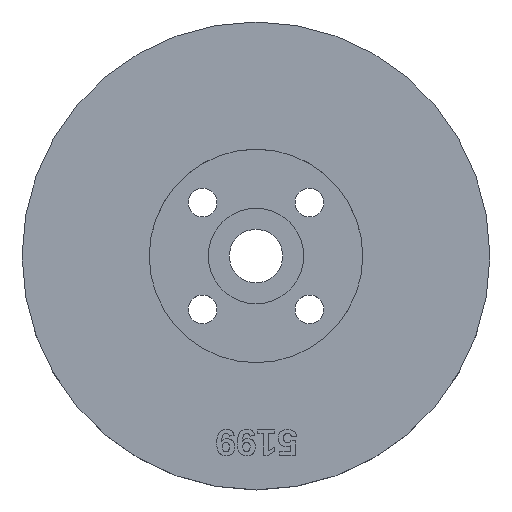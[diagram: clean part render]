
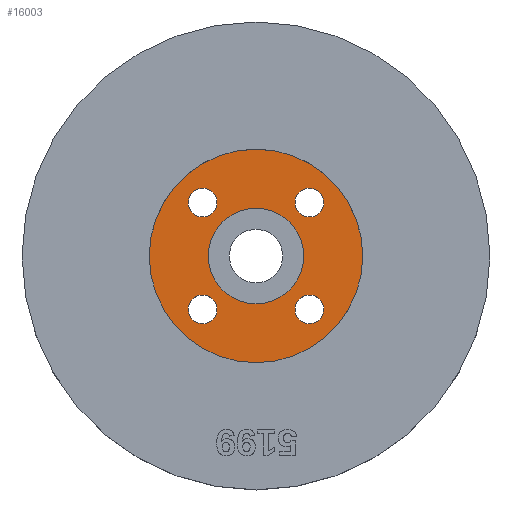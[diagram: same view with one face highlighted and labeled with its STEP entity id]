
A CAD part, top view. The second image highlights one B-rep face of the part: STEP entity #16003.
In plain terms, the highlighted planar face has unit normal (0, 0, 1).
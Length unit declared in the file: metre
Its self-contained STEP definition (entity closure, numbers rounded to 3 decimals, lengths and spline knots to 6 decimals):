
#120=PLANE('',#18078);
#266=FACE_BOUND('',#1730,.T.);
#267=FACE_BOUND('',#1731,.T.);
#268=FACE_BOUND('',#1732,.T.);
#269=FACE_BOUND('',#1733,.T.);
#270=FACE_BOUND('',#1734,.T.);
#863=FACE_OUTER_BOUND('',#1729,.T.);
#1729=EDGE_LOOP('',(#13147,#13148));
#1730=EDGE_LOOP('',(#13149,#13150));
#1731=EDGE_LOOP('',(#13151,#13152));
#1732=EDGE_LOOP('',(#13153,#13154));
#1733=EDGE_LOOP('',(#13155,#13156));
#1734=EDGE_LOOP('',(#13157,#13158));
#4439=CIRCLE('',#16461,0.016);
#4440=CIRCLE('',#16462,0.016);
#5638=CIRCLE('',#18079,0.00215);
#5639=CIRCLE('',#18080,0.00215);
#5640=CIRCLE('',#18081,0.00215);
#5641=CIRCLE('',#18082,0.00215);
#5642=CIRCLE('',#18083,0.00215);
#5643=CIRCLE('',#18084,0.00215);
#5644=CIRCLE('',#18085,0.00215);
#5645=CIRCLE('',#18086,0.00215);
#5646=CIRCLE('',#18087,0.00715);
#5647=CIRCLE('',#18088,0.00715);
#5659=VERTEX_POINT('',#23654);
#5660=VERTEX_POINT('',#23655);
#7279=VERTEX_POINT('',#28339);
#7280=VERTEX_POINT('',#28340);
#7281=VERTEX_POINT('',#28343);
#7282=VERTEX_POINT('',#28344);
#7283=VERTEX_POINT('',#28347);
#7284=VERTEX_POINT('',#28348);
#7285=VERTEX_POINT('',#28351);
#7286=VERTEX_POINT('',#28352);
#7287=VERTEX_POINT('',#28355);
#7288=VERTEX_POINT('',#28356);
#7355=EDGE_CURVE('',#5659,#5660,#4439,.T.);
#7356=EDGE_CURVE('',#5660,#5659,#4440,.T.);
#9481=EDGE_CURVE('',#7279,#7280,#5638,.F.);
#9482=EDGE_CURVE('',#7280,#7279,#5639,.F.);
#9483=EDGE_CURVE('',#7281,#7282,#5640,.F.);
#9484=EDGE_CURVE('',#7282,#7281,#5641,.F.);
#9485=EDGE_CURVE('',#7283,#7284,#5642,.F.);
#9486=EDGE_CURVE('',#7284,#7283,#5643,.F.);
#9487=EDGE_CURVE('',#7285,#7286,#5644,.F.);
#9488=EDGE_CURVE('',#7286,#7285,#5645,.F.);
#9489=EDGE_CURVE('',#7287,#7288,#5646,.T.);
#9490=EDGE_CURVE('',#7288,#7287,#5647,.T.);
#13147=ORIENTED_EDGE('',*,*,#7355,.T.);
#13148=ORIENTED_EDGE('',*,*,#7356,.T.);
#13149=ORIENTED_EDGE('',*,*,#9481,.F.);
#13150=ORIENTED_EDGE('',*,*,#9482,.F.);
#13151=ORIENTED_EDGE('',*,*,#9483,.F.);
#13152=ORIENTED_EDGE('',*,*,#9484,.F.);
#13153=ORIENTED_EDGE('',*,*,#9485,.F.);
#13154=ORIENTED_EDGE('',*,*,#9486,.F.);
#13155=ORIENTED_EDGE('',*,*,#9487,.F.);
#13156=ORIENTED_EDGE('',*,*,#9488,.F.);
#13157=ORIENTED_EDGE('',*,*,#9489,.T.);
#13158=ORIENTED_EDGE('',*,*,#9490,.T.);
#16003=ADVANCED_FACE('',(#863,#266,#267,#268,#269,#270),#120,.F.);
#16461=AXIS2_PLACEMENT_3D('',#23656,#18483,#18484);
#16462=AXIS2_PLACEMENT_3D('',#23657,#18485,#18486);
#18078=AXIS2_PLACEMENT_3D('',#28338,#22510,#22511);
#18079=AXIS2_PLACEMENT_3D('',#28341,#22512,#22513);
#18080=AXIS2_PLACEMENT_3D('',#28342,#22514,#22515);
#18081=AXIS2_PLACEMENT_3D('',#28345,#22516,#22517);
#18082=AXIS2_PLACEMENT_3D('',#28346,#22518,#22519);
#18083=AXIS2_PLACEMENT_3D('',#28349,#22520,#22521);
#18084=AXIS2_PLACEMENT_3D('',#28350,#22522,#22523);
#18085=AXIS2_PLACEMENT_3D('',#28353,#22524,#22525);
#18086=AXIS2_PLACEMENT_3D('',#28354,#22526,#22527);
#18087=AXIS2_PLACEMENT_3D('',#28357,#22528,#22529);
#18088=AXIS2_PLACEMENT_3D('',#28358,#22530,#22531);
#18483=DIRECTION('center_axis',(0.,0.,1.));
#18484=DIRECTION('ref_axis',(1.,0.,0.));
#18485=DIRECTION('center_axis',(0.,0.,1.));
#18486=DIRECTION('ref_axis',(1.,0.,0.));
#22510=DIRECTION('center_axis',(0.,0.,-1.));
#22511=DIRECTION('ref_axis',(1.,0.,0.));
#22512=DIRECTION('center_axis',(0.,0.,-1.));
#22513=DIRECTION('ref_axis',(-1.,0.,0.));
#22514=DIRECTION('center_axis',(0.,0.,-1.));
#22515=DIRECTION('ref_axis',(-1.,0.,0.));
#22516=DIRECTION('center_axis',(0.,0.,-1.));
#22517=DIRECTION('ref_axis',(-1.,0.,0.));
#22518=DIRECTION('center_axis',(0.,0.,-1.));
#22519=DIRECTION('ref_axis',(-1.,0.,0.));
#22520=DIRECTION('center_axis',(0.,0.,-1.));
#22521=DIRECTION('ref_axis',(-1.,0.,0.));
#22522=DIRECTION('center_axis',(0.,0.,-1.));
#22523=DIRECTION('ref_axis',(-1.,0.,0.));
#22524=DIRECTION('center_axis',(0.,0.,-1.));
#22525=DIRECTION('ref_axis',(-1.,0.,0.));
#22526=DIRECTION('center_axis',(0.,0.,-1.));
#22527=DIRECTION('ref_axis',(-1.,0.,0.));
#22528=DIRECTION('center_axis',(0.,0.,-1.));
#22529=DIRECTION('ref_axis',(1.,0.,0.));
#22530=DIRECTION('center_axis',(0.,0.,-1.));
#22531=DIRECTION('ref_axis',(1.,0.,0.));
#23654=CARTESIAN_POINT('',(0.016,0.,-0.012213));
#23655=CARTESIAN_POINT('',(-0.016,0.,-0.012213));
#23656=CARTESIAN_POINT('Origin',(0.,0.,-0.012213));
#23657=CARTESIAN_POINT('Origin',(0.,0.,-0.012213));
#28338=CARTESIAN_POINT('Origin',(0.,0.,
-0.012213));
#28339=CARTESIAN_POINT('',(0.00585,0.008,-0.012213));
#28340=CARTESIAN_POINT('',(0.01015,0.008,-0.012213));
#28341=CARTESIAN_POINT('Origin',(0.008,0.008,-0.012213));
#28342=CARTESIAN_POINT('Origin',(0.008,0.008,-0.012213));
#28343=CARTESIAN_POINT('',(-0.01015,0.008,-0.012213));
#28344=CARTESIAN_POINT('',(-0.00585,0.008,-0.012213));
#28345=CARTESIAN_POINT('Origin',(-0.008,0.008,
-0.012213));
#28346=CARTESIAN_POINT('Origin',(-0.008,0.008,
-0.012213));
#28347=CARTESIAN_POINT('',(-0.01015,-0.008,-0.012213));
#28348=CARTESIAN_POINT('',(-0.00585,-0.008,-0.012213));
#28349=CARTESIAN_POINT('Origin',(-0.008,-0.008,
-0.012213));
#28350=CARTESIAN_POINT('Origin',(-0.008,-0.008,
-0.012213));
#28351=CARTESIAN_POINT('',(0.00585,-0.008,-0.012213));
#28352=CARTESIAN_POINT('',(0.01015,-0.008,-0.012213));
#28353=CARTESIAN_POINT('Origin',(0.008,-0.008,
-0.012213));
#28354=CARTESIAN_POINT('Origin',(0.008,-0.008,
-0.012213));
#28355=CARTESIAN_POINT('',(0.00715,0.,-0.012213));
#28356=CARTESIAN_POINT('',(-0.00715,0.,-0.012213));
#28357=CARTESIAN_POINT('Origin',(0.,0.,-0.012213));
#28358=CARTESIAN_POINT('Origin',(0.,0.,-0.012213));
